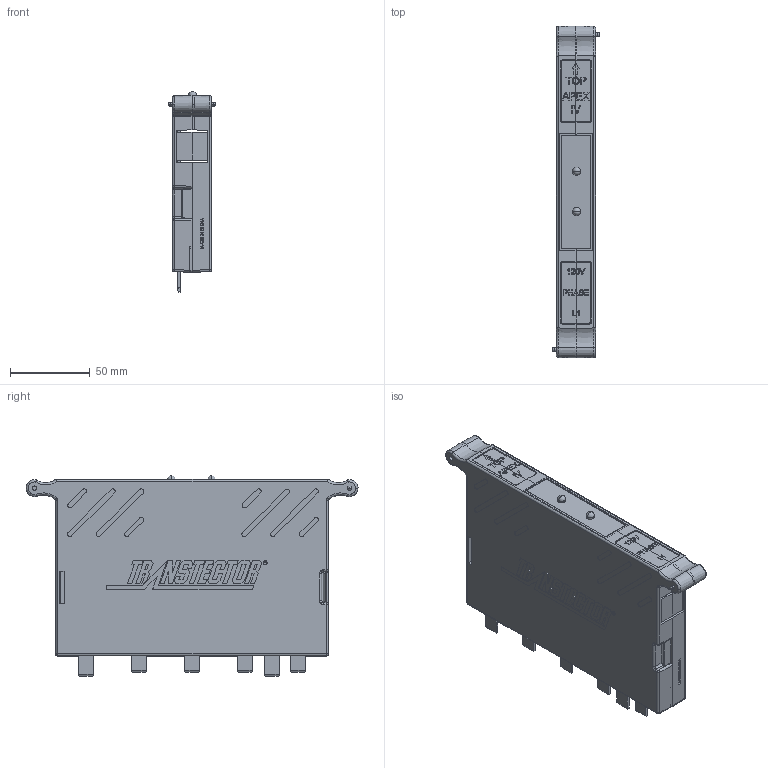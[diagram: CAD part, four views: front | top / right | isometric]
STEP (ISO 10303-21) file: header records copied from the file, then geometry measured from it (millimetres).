
FILE_DESCRIPTION (( 'STEP AP214' ), '1' );
FILE_NAME ('1000-971-41-E.STEP', '2019-01-22T20:03:15', ( '' ), ( '' ), 'SwSTEP 2.0', 'SolidWorks 2018', '' );
FILE_SCHEMA (( 'AUTOMOTIVE_DESIGN' ));
Length unit declared in the file: inch
Products named in the file (18): 2001-123; greenled; yelled; 2200-222; 1000-971-41-E; 2003-759-4; 2003-759; E001-024; ledassy
Assembly tree (10 placements, depth 3):
  2001-123
  2200-222
  yelled
  1000-971-41-E
    2001-123  x2
    ledassy
      E001-024
      yelled
      greenled
    2200-222
      2200-222
    2003-759-4
    2003-759
  2003-759-4
Bounding box: 29.72 x 208.75 x 126.27 mm (x, y, z)
Volume: 147875.9 mm3; surface area: 145073.5 mm2
Topology: 8 solids, 8 shells, 1830 faces, 4984 edges, 3294 vertices
Faces by surface type: plane 1163, cylinder 380, bspline 133, cone 124, torus 18, sphere 12
Entity records: 49703 total; most frequent: CARTESIAN_POINT 13205, ORIENTED_EDGE 6826, DIRECTION 6175, EDGE_CURVE 3413, LINE 2347, VECTOR 2347, VERTEX_POINT 2258, AXIS2_PLACEMENT_3D 1914
